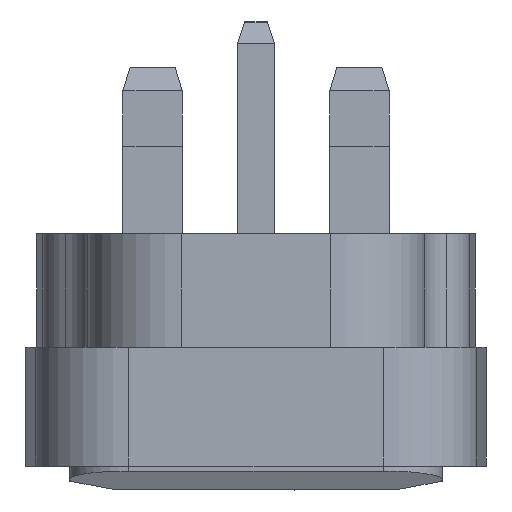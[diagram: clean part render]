
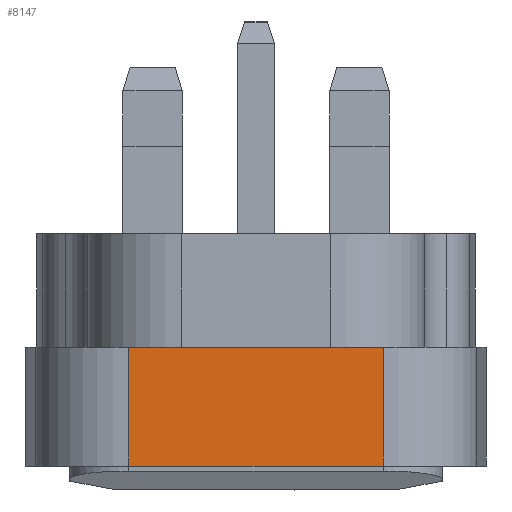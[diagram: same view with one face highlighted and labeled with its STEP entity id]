
A CAD part, left-side view. The second image highlights one B-rep face of the part: STEP entity #8147.
In plain terms, the highlighted face is planar.
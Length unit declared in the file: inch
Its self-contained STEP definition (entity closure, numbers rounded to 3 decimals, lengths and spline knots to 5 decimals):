
#195 = CARTESIAN_POINT ( 'NONE',  ( 0.5369, 0.7874, -0.98 ) ) ;
#238 = ORIENTED_EDGE ( 'NONE', *, *, #4676, .T. ) ;
#346 = ORIENTED_EDGE ( 'NONE', *, *, #15257, .F. ) ;
#371 = ORIENTED_EDGE ( 'NONE', *, *, #2499, .F. ) ;
#469 = ORIENTED_EDGE ( 'NONE', *, *, #16209, .T. ) ;
#601 = LINE ( 'NONE', #3190, #9588 ) ;
#1140 = CARTESIAN_POINT ( 'NONE',  ( 0.5369, 0.7874, -0.98 ) ) ;
#1337 = VERTEX_POINT ( 'NONE', #7484 ) ;
#1536 = CARTESIAN_POINT ( 'NONE',  ( -0.5369, 0.7874, -0.48 ) ) ;
#1948 = VERTEX_POINT ( 'NONE', #4327 ) ;
#2499 = EDGE_CURVE ( 'NONE', #1948, #1337, #14458, .T. ) ;
#3190 = CARTESIAN_POINT ( 'NONE',  ( 0.5369, 0.7874, -0.48 ) ) ;
#4327 = CARTESIAN_POINT ( 'NONE',  ( 0.5369, 0.7874, -0.98 ) ) ;
#4676 = EDGE_CURVE ( 'NONE', #8030, #17193, #17105, .T. ) ;
#6350 = VECTOR ( 'NONE', #15683, 39.37008 ) ;
#6453 = VECTOR ( 'NONE', #13064, 39.37008 ) ;
#6720 = EDGE_LOOP ( 'NONE', ( #469, #371, #346, #238 ) ) ;
#6955 = PLANE ( 'NONE',  #9942 ) ;
#7399 = DIRECTION ( 'NONE',  ( 0., 0., 1. ) ) ;
#7484 = CARTESIAN_POINT ( 'NONE',  ( 0.5369, 0.7874, -0.48 ) ) ;
#8030 = VERTEX_POINT ( 'NONE', #10689 ) ;
#8147 = ADVANCED_FACE ( 'NONE', ( #13747 ), #6955, .F. ) ;
#9588 = VECTOR ( 'NONE', #17082, 39.37008 ) ;
#9942 = AXIS2_PLACEMENT_3D ( 'NONE', #195, #10871, #10777 ) ;
#10370 = LINE ( 'NONE', #1140, #6453 ) ;
#10689 = CARTESIAN_POINT ( 'NONE',  ( -0.5369, 0.7874, -0.98 ) ) ;
#10739 = VECTOR ( 'NONE', #7399, 39.37008 ) ;
#10777 = DIRECTION ( 'NONE',  ( 0., 0., -1. ) ) ;
#10871 = DIRECTION ( 'NONE',  ( 0., -1., 0. ) ) ;
#13064 = DIRECTION ( 'NONE',  ( 1., 0., 0. ) ) ;
#13114 = CARTESIAN_POINT ( 'NONE',  ( 0.5369, 0.7874, -0.98 ) ) ;
#13188 = CARTESIAN_POINT ( 'NONE',  ( -0.5369, 0.7874, -0.98 ) ) ;
#13747 = FACE_OUTER_BOUND ( 'NONE', #6720, .T. ) ;
#14458 = LINE ( 'NONE', #13114, #10739 ) ;
#15257 = EDGE_CURVE ( 'NONE', #8030, #1948, #10370, .T. ) ;
#15683 = DIRECTION ( 'NONE',  ( 0., 0., 1. ) ) ;
#16209 = EDGE_CURVE ( 'NONE', #17193, #1337, #601, .T. ) ;
#17082 = DIRECTION ( 'NONE',  ( 1., 0., 0. ) ) ;
#17105 = LINE ( 'NONE', #13188, #6350 ) ;
#17193 = VERTEX_POINT ( 'NONE', #1536 ) ;
